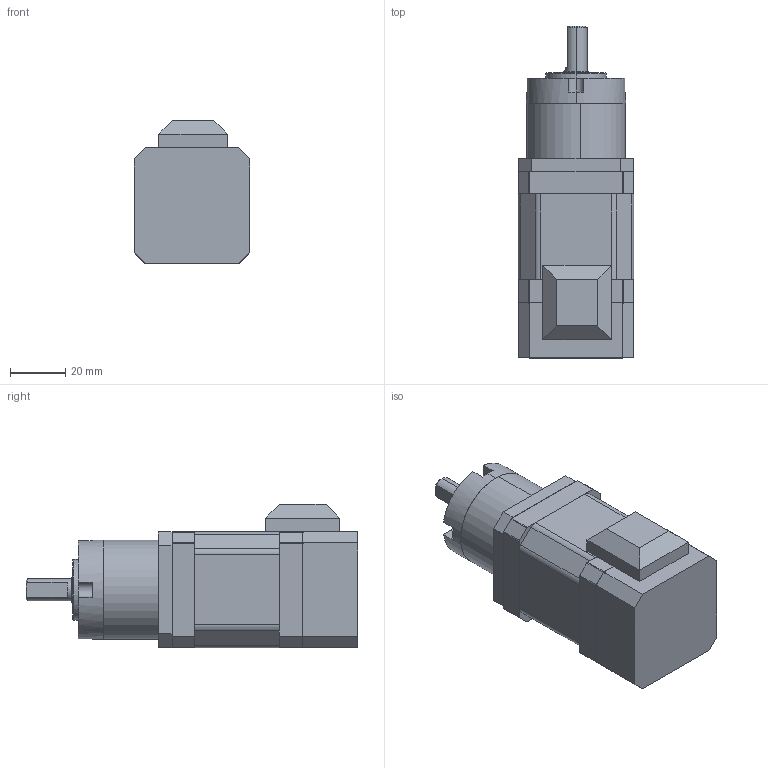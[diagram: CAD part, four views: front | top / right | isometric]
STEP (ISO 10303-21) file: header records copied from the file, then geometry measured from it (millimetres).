
FILE_DESCRIPTION (( 'STEP AP214' ), '1' );
FILE_NAME ('42HS48ESS-14.STEP', '2024-03-30T06:04:59', ( '' ), ( '' ), 'SwSTEP 2.0', 'SolidWorks 2021', '' );
FILE_SCHEMA (( 'AUTOMOTIVE_DESIGN' ));
Length unit declared in the file: millimetre
Products named in the file (11): 42XGJ-5.18____.STEP; 42__.STEP.STEP; 42XGJ________.STEP; 48____.STEP.STEP; M3x40.STEP.STEP; 42XGJ媼撰.STEP; 42____.STEP.STEP; 42HS4813A4.STEP.STEP; 42HS48ESS-14; 42XGJ-5.18____-0.STEP; 42________.STEP
Assembly tree (13 placements, depth 3):
  42HS48ESS-14
    42HS4813A4.STEP.STEP
      42____.STEP.STEP
      42__.STEP.STEP
      48____.STEP.STEP
      M3x40.STEP.STEP  x4
    42________.STEP
    42XGJ媼撰.STEP
      42XGJ-5.18____.STEP
      42XGJ________.STEP
      42XGJ-5.18____-0.STEP
Bounding box: 42 x 120.5 x 52 mm (x, y, z)
Volume: 158348.1 mm3; surface area: 43400.7 mm2
Topology: 11 solids, 11 shells, 487 faces, 1247 edges, 800 vertices
Faces by surface type: cylinder 275, plane 154, bspline 32, torus 14, sphere 8, cone 4
Entity records: 23456 total; most frequent: CARTESIAN_POINT 13578, ORIENTED_EDGE 2076, DIRECTION 1876, EDGE_CURVE 1038, AXIS2_PLACEMENT_3D 702, VERTEX_POINT 668, EDGE_LOOP 476, LINE 472
